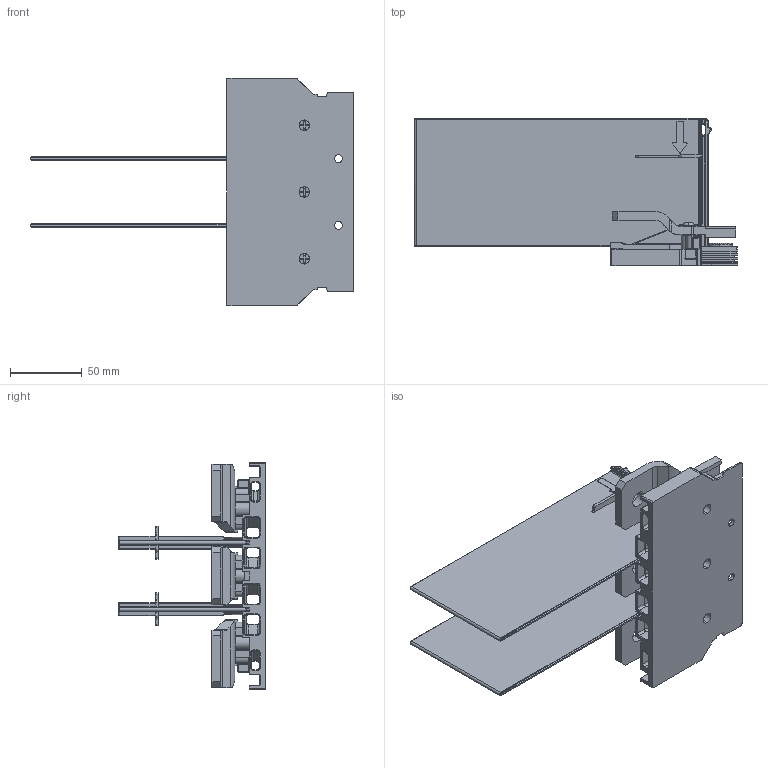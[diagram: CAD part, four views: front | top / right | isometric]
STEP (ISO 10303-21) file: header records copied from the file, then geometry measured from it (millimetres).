
FILE_DESCRIPTION((''),'2;1');
FILE_NAME('1SDH002065A1129_IGES','2020-07-21T16:14:27',('ITMADEL7'),(''),'CREO PARAMETRIC BY PTC INC, 2019030','CREO PARAMETRIC BY PTC INC, 2019030','');
FILE_SCHEMA(('AUTOMOTIVE_DESIGN { 1 0 10303 214 1 1 1 1 }'));
Products named in the file (1): 1SDH002065A1129_IGES
Bounding box: 225 x 102.35 x 158.5 mm (x, y, z)
Volume: 258611.3 mm3; surface area: 177028.3 mm2
Topology: 3 solids, 6 shells, 1897 faces, 4809 edges, 2957 vertices
Faces by surface type: plane 744, cylinder 703, torus 237, sphere 111, bspline 52, cone 50
Entity records: 67985 total; most frequent: CARTESIAN_POINT 18260, DIRECTION 9790, ORIENTED_EDGE 9618, EDGE_CURVE 4809, AXIS2_PLACEMENT_3D 3564, VERTEX_POINT 2957, VECTOR 2662, LINE 2662
